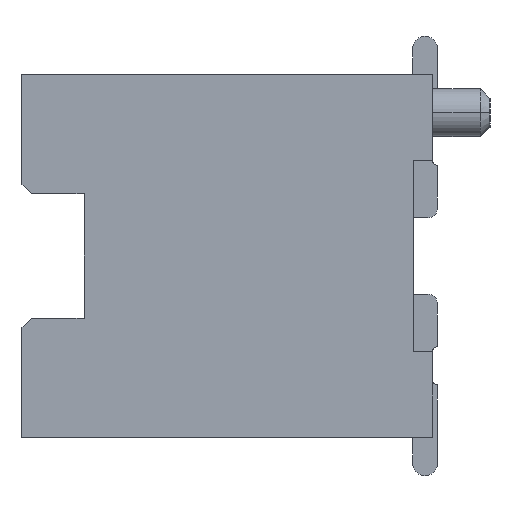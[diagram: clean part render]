
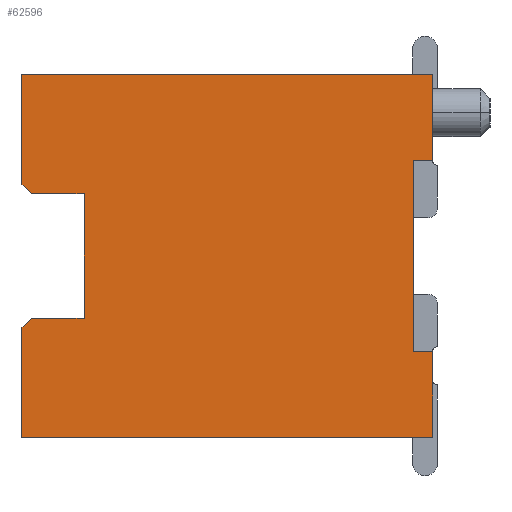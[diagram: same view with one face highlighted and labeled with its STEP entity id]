
A CAD part, left-side view. The second image highlights one B-rep face of the part: STEP entity #62596.
In plain terms, the highlighted planar face has unit normal (-1, 0, 0).
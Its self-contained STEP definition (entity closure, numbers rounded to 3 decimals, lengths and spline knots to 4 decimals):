
#9=DIRECTION('',(0.,0.,1.));
#10=VECTOR('',#9,0.9);
#11=CARTESIAN_POINT('',(-11.1,0.,1.));
#12=LINE('',#11,#10);
#29=DIRECTION('',(0.,0.,1.));
#30=VECTOR('',#29,0.9);
#31=CARTESIAN_POINT('',(-11.1,0.,-1.9));
#32=LINE('',#31,#30);
#97=DIRECTION('',(0.,1.,0.));
#98=VECTOR('',#97,4.3);
#99=CARTESIAN_POINT('',(-11.1,0.,1.9));
#100=LINE('',#99,#98);
#9069=DIRECTION('',(0.,0.,1.));
#9070=VECTOR('',#9069,1.15);
#9071=CARTESIAN_POINT('',(-11.1,4.3,0.75));
#9072=LINE('',#9071,#9070);
#9101=DIRECTION('',(0.,0.,1.));
#9102=VECTOR('',#9101,1.15);
#9103=CARTESIAN_POINT('',(-11.1,4.3,-1.9));
#9104=LINE('',#9103,#9102);
#10921=DIRECTION('',(0.,0.707,-0.707));
#10922=VECTOR('',#10921,0.1414);
#10923=CARTESIAN_POINT('',(-11.1,4.2,-0.65));
#10924=LINE('',#10923,#10922);
#10925=DIRECTION('',(0.,-1.,0.));
#10926=VECTOR('',#10925,0.55);
#10927=CARTESIAN_POINT('',(-11.1,4.2,-0.65));
#10928=LINE('',#10927,#10926);
#10929=DIRECTION('',(0.,0.,-1.));
#10930=VECTOR('',#10929,1.3);
#10931=CARTESIAN_POINT('',(-11.1,3.65,0.65));
#10932=LINE('',#10931,#10930);
#10933=DIRECTION('',(0.,-1.,0.));
#10934=VECTOR('',#10933,0.55);
#10935=CARTESIAN_POINT('',(-11.1,4.2,0.65));
#10936=LINE('',#10935,#10934);
#10937=DIRECTION('',(0.,-0.707,-0.707));
#10938=VECTOR('',#10937,0.1414);
#10939=CARTESIAN_POINT('',(-11.1,4.3,0.75));
#10940=LINE('',#10939,#10938);
#10941=DIRECTION('',(0.,1.,0.));
#10942=VECTOR('',#10941,0.2);
#10943=CARTESIAN_POINT('',(-11.1,0.,1.));
#10944=LINE('',#10943,#10942);
#10945=DIRECTION('',(0.,0.,1.));
#10946=VECTOR('',#10945,2.);
#10947=CARTESIAN_POINT('',(-11.1,0.2,-1.));
#10948=LINE('',#10947,#10946);
#10949=DIRECTION('',(0.,1.,0.));
#10950=VECTOR('',#10949,0.2);
#10951=CARTESIAN_POINT('',(-11.1,0.,-1.));
#10952=LINE('',#10951,#10950);
#10953=DIRECTION('',(0.,1.,0.));
#10954=VECTOR('',#10953,4.3);
#10955=CARTESIAN_POINT('',(-11.1,0.,-1.9));
#10956=LINE('',#10955,#10954);
#41629=CARTESIAN_POINT('',(-11.1,4.3,1.9));
#41631=VERTEX_POINT('',#41629);
#41634=CARTESIAN_POINT('',(-11.1,4.3,-1.9));
#41636=VERTEX_POINT('',#41634);
#41637=CARTESIAN_POINT('',(-11.1,0.,-1.9));
#41638=VERTEX_POINT('',#41637);
#41639=CARTESIAN_POINT('',(-11.1,0.,1.9));
#41640=VERTEX_POINT('',#41639);
#41673=CARTESIAN_POINT('',(-11.1,0.,1.));
#41674=VERTEX_POINT('',#41673);
#41675=CARTESIAN_POINT('',(-11.1,0.,-1.));
#41677=VERTEX_POINT('',#41675);
#41693=CARTESIAN_POINT('',(-11.1,0.2,-1.));
#41694=CARTESIAN_POINT('',(-11.1,0.2,1.));
#41695=VERTEX_POINT('',#41693);
#41696=VERTEX_POINT('',#41694);
#41741=CARTESIAN_POINT('',(-11.1,3.65,0.65));
#41742=CARTESIAN_POINT('',(-11.1,3.65,-0.65));
#41743=VERTEX_POINT('',#41741);
#41744=VERTEX_POINT('',#41742);
#49757=CARTESIAN_POINT('',(-11.1,4.2,-0.65));
#49758=CARTESIAN_POINT('',(-11.1,4.3,-0.75));
#49759=VERTEX_POINT('',#49757);
#49760=VERTEX_POINT('',#49758);
#49817=CARTESIAN_POINT('',(-11.1,4.3,0.75));
#49818=CARTESIAN_POINT('',(-11.1,4.2,0.65));
#49819=VERTEX_POINT('',#49817);
#49820=VERTEX_POINT('',#49818);
#62571=CARTESIAN_POINT('',(-11.1,0.,-1.9));
#62572=DIRECTION('',(-1.,0.,0.));
#62573=DIRECTION('',(0.,0.,1.));
#62574=AXIS2_PLACEMENT_3D('',#62571,#62572,#62573);
#62575=PLANE('',#62574);
#62576=ORIENTED_EDGE('',*,*,#62562,.F.);
#62577=ORIENTED_EDGE('',*,*,#62537,.T.);
#62578=ORIENTED_EDGE('',*,*,#62419,.F.);
#62580=ORIENTED_EDGE('',*,*,#62579,.F.);
#62582=ORIENTED_EDGE('',*,*,#62581,.F.);
#62583=ORIENTED_EDGE('',*,*,#60371,.T.);
#62584=ORIENTED_EDGE('',*,*,#54739,.F.);
#62585=ORIENTED_EDGE('',*,*,#54646,.F.);
#62587=ORIENTED_EDGE('',*,*,#62586,.T.);
#62588=ORIENTED_EDGE('',*,*,#55339,.F.);
#62590=ORIENTED_EDGE('',*,*,#62589,.F.);
#62591=ORIENTED_EDGE('',*,*,#54670,.F.);
#62592=ORIENTED_EDGE('',*,*,#57204,.T.);
#62593=ORIENTED_EDGE('',*,*,#60395,.T.);
#62594=EDGE_LOOP('',(#62576,#62577,#62578,#62580,#62582,#62583,#62584,#62585,
#62587,#62588,#62590,#62591,#62592,#62593));
#62595=FACE_OUTER_BOUND('',#62594,.F.);
#54646=EDGE_CURVE('',#41674,#41640,#12,.T.);
#54670=EDGE_CURVE('',#41638,#41677,#32,.T.);
#54739=EDGE_CURVE('',#41640,#41631,#100,.T.);
#55339=EDGE_CURVE('',#41695,#41696,#10948,.T.);
#57204=EDGE_CURVE('',#41638,#41636,#10956,.T.);
#60371=EDGE_CURVE('',#49819,#41631,#9072,.T.);
#60395=EDGE_CURVE('',#41636,#49760,#9104,.T.);
#62419=EDGE_CURVE('',#41743,#41744,#10932,.T.);
#62537=EDGE_CURVE('',#49759,#41744,#10928,.T.);
#62562=EDGE_CURVE('',#49759,#49760,#10924,.T.);
#62579=EDGE_CURVE('',#49820,#41743,#10936,.T.);
#62581=EDGE_CURVE('',#49819,#49820,#10940,.T.);
#62586=EDGE_CURVE('',#41674,#41696,#10944,.T.);
#62589=EDGE_CURVE('',#41677,#41695,#10952,.T.);
#62596=ADVANCED_FACE('',(#62595),#62575,.T.);
